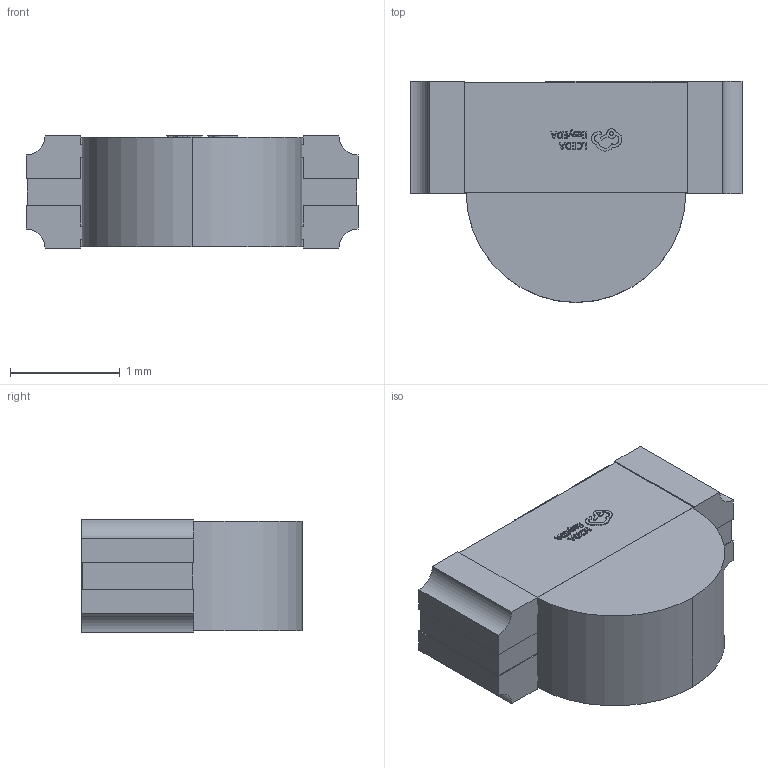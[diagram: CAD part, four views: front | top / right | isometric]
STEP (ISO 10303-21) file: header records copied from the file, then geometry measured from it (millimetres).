
FILE_DESCRIPTION(('FreeCAD Model'),'2;1');
FILE_NAME('Open CASCADE Shape Model','2025-06-01T10:18:26',('Author'),( ''),'Open CASCADE STEP processor 7.7','FreeCAD','Unknown');
FILE_SCHEMA(('AUTOMOTIVE_DESIGN { 1 0 10303 214 1 1 1 1 }'));
Length unit declared in the file: millimetre
Products named in the file (7): LED1~LED-ARRAY-SMD_3P-L3.0-W2.0-L-FD~LED-ARRAY-SMD_
3P-L3.0-W2.0-H1.0~72Ob; LED-ARRAY-SMD_3P-L3.0-W2.0-L-FD~LED-ARRAY-SMD_
3P-L3.0-W2.0-H1.0~72Ob005; LED-ARRAY-SMD_3P-L3.0-W2.0-L-FD~LED-ARRAY-SMD_3P-L3.0-W2.0-H1.0~72Ob; LED-ARRAY-SMD_3P-L3.0-W2.0-L-FD~LED-ARRAY-SMD_
3P-L3.0-W2.0-H1.0~72Ob001; LED-ARRAY-SMD_3P-L3.0-W2.0-L-FD~LED-ARRAY-SMD_
3P-L3.0-W2.0-H1.0~72Ob002; LED-ARRAY-SMD_3P-L3.0-W2.0-L-FD~LED-ARRAY-SMD_
3P-L3.0-W2.0-H1.0~72Ob003; LED-ARRAY-SMD_3P-L3.0-W2.0-L-FD~LED-ARRAY-SMD_
3P-L3.0-W2.0-H1.0~72Ob004
Assembly tree (6 placements, depth 3):
  LED1~LED-ARRAY-SMD_3P-L3.0-W2.0-L-FD~LED-ARRAY-SMD_
3P-L3.0-W2.0-H1.0~72Ob
    LED-ARRAY-SMD_3P-L3.0-W2.0-L-FD~LED-ARRAY-SMD_
3P-L3.0-W2.0-H1.0~72Ob005
      LED-ARRAY-SMD_3P-L3.0-W2.0-L-FD~LED-ARRAY-SMD_3P-L3.0-W2.0-H1.0~72Ob
      LED-ARRAY-SMD_3P-L3.0-W2.0-L-FD~LED-ARRAY-SMD_
3P-L3.0-W2.0-H1.0~72Ob001
      LED-ARRAY-SMD_3P-L3.0-W2.0-L-FD~LED-ARRAY-SMD_
3P-L3.0-W2.0-H1.0~72Ob002
      LED-ARRAY-SMD_3P-L3.0-W2.0-L-FD~LED-ARRAY-SMD_
3P-L3.0-W2.0-H1.0~72Ob003
      LED-ARRAY-SMD_3P-L3.0-W2.0-L-FD~LED-ARRAY-SMD_
3P-L3.0-W2.0-H1.0~72Ob004
Bounding box: 3.02 x 2.01 x 1.02 mm (x, y, z)
Volume: 4.5 mm3; surface area: 24.1 mm2
Topology: 5 solids, 5 shells, 355 faces, 957 edges, 638 vertices
Faces by surface type: plane 233, bspline 112, cylinder 10
Entity records: 14553 total; most frequent: CARTESIAN_POINT 4061, ORIENTED_EDGE 1914, DIRECTION 1249, EDGE_CURVE 957, LINE 709, VECTOR 709, VERTEX_POINT 638, FACE_BOUND 381
